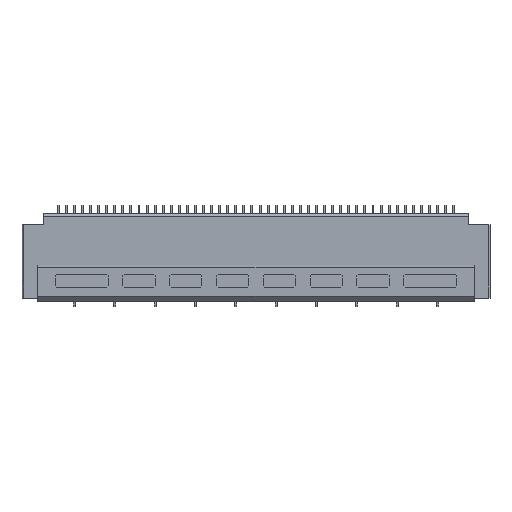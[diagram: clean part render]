
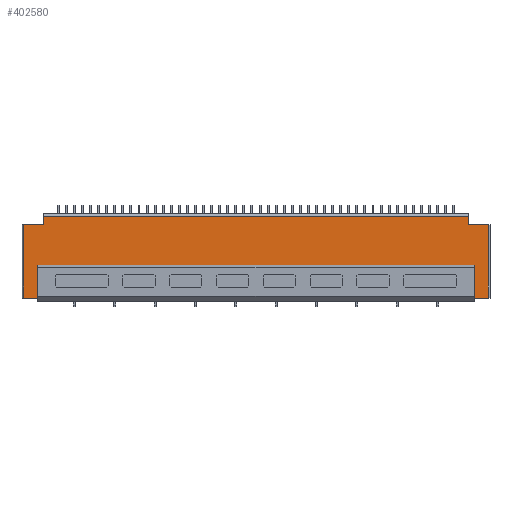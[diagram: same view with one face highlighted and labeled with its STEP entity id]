
A CAD part, top view. The second image highlights one B-rep face of the part: STEP entity #402580.
In plain terms, the highlighted planar face has unit normal (0, 0, 1).
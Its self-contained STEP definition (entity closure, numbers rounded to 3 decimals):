
#259670=CARTESIAN_POINT('',(13.638,42.495,1.97));
#259680=VERTEX_POINT('',#259670);
#259710=CARTESIAN_POINT('',(60.576,42.495,1.97));
#259720=DIRECTION('',(1.,0.,0.));
#259730=VECTOR('',#259720,1.);
#259740=LINE('',#259710,#259730);
#259750=CARTESIAN_POINT('',(14.508,42.495,1.97));
#259760=VERTEX_POINT('',#259750);
#259770=EDGE_CURVE('',#259680,#259760,#259740,.T.);
#260690=CARTESIAN_POINT('',(13.638,47.045,
1.97));
#260700=VERTEX_POINT('',#260690);
#261170=CARTESIAN_POINT('',(14.853,47.045,1.97));
#261180=VERTEX_POINT('',#261170);
#261210=CARTESIAN_POINT('',(60.576,47.045,1.97));
#261220=DIRECTION('',(1.,0.,0.));
#261230=VECTOR('',#261220,1.);
#261240=LINE('',#261210,#261230);
#261250=EDGE_CURVE('',#260700,#261180,#261240,.T.);
#279700=CARTESIAN_POINT('',(41.568,44.54,1.97));
#279710=VERTEX_POINT('',#279700);
#279860=CARTESIAN_POINT('',(14.508,44.54,1.97));
#279870=VERTEX_POINT('',#279860);
#279900=CARTESIAN_POINT('',(56.076,44.54,1.97));
#279910=DIRECTION('',(1.,0.,0.));
#279920=VECTOR('',#279910,1.);
#279930=LINE('',#279900,#279920);
#279940=EDGE_CURVE('',#279870,#279710,#279930,.T.);
#283150=CARTESIAN_POINT('',(14.853,47.545,1.97));
#283160=VERTEX_POINT('',#283150);
#283190=CARTESIAN_POINT('',(14.853,0.,1.97));
#283200=DIRECTION('',(0.,-1.,0.));
#283210=VECTOR('',#283200,1.);
#283220=LINE('',#283190,#283210);
#283230=EDGE_CURVE('',#283160,#261180,#283220,.T.);
#393880=CARTESIAN_POINT('',(13.638,0.,1.97));
#393890=DIRECTION('',(0.,1.,0.));
#393900=VECTOR('',#393890,1.);
#393910=LINE('',#393880,#393900);
#393920=EDGE_CURVE('',#259680,#260700,#393910,.T.);
#394890=CARTESIAN_POINT('',(14.508,0.,1.97));
#394900=DIRECTION('',(0.,1.,-0.));
#394910=VECTOR('',#394900,1.);
#394920=LINE('',#394890,#394910);
#394930=EDGE_CURVE('',#259760,#279870,#394920,.T.);
#396880=CARTESIAN_POINT('',(41.223,47.045,1.97));
#396890=VERTEX_POINT('',#396880);
#397700=CARTESIAN_POINT('',(42.438,47.045,1.97));
#397710=VERTEX_POINT('',#397700);
#397740=CARTESIAN_POINT('',(51.576,47.045,1.97));
#397750=DIRECTION('',(-1.,0.,0.));
#397760=VECTOR('',#397750,1.);
#397770=LINE('',#397740,#397760);
#397780=EDGE_CURVE('',#397710,#396890,#397770,.T.);
#399220=CARTESIAN_POINT('',(51.576,42.495,1.97));
#399230=DIRECTION('',(1.,0.,0.));
#399240=VECTOR('',#399230,1.);
#399250=LINE('',#399220,#399240);
#399260=CARTESIAN_POINT('',(41.568,42.495,1.97));
#399270=VERTEX_POINT('',#399260);
#399280=CARTESIAN_POINT('',(42.438,42.495,1.97));
#399290=VERTEX_POINT('',#399280);
#399300=EDGE_CURVE('',#399270,#399290,#399250,.T.);
#402170=CARTESIAN_POINT('',(51.576,0.,1.97));
#402180=DIRECTION('',(0.,0.,-1.));
#402190=DIRECTION('',(-1.,0.,0.));
#402200=AXIS2_PLACEMENT_3D('',#402170,#402180,#402190);
#402210=PLANE('',#402200);
#402220=CARTESIAN_POINT('',(42.438,0.,1.97));
#402230=DIRECTION('',(0.,1.,0.));
#402240=VECTOR('',#402230,1.);
#402250=LINE('',#402220,#402240);
#402260=EDGE_CURVE('',#399290,#397710,#402250,.T.);
#402270=ORIENTED_EDGE('',*,*,#402260,.T.);
#402280=ORIENTED_EDGE('',*,*,#399300,.T.);
#402290=CARTESIAN_POINT('',(41.568,0.,1.97));
#402300=DIRECTION('',(0.,-1.,0.));
#402310=VECTOR('',#402300,1.);
#402320=LINE('',#402290,#402310);
#402330=EDGE_CURVE('',#279710,#399270,#402320,.T.);
#402340=ORIENTED_EDGE('',*,*,#402330,.T.);
#402350=ORIENTED_EDGE('',*,*,#279940,.T.);
#402360=ORIENTED_EDGE('',*,*,#394930,.T.);
#402370=ORIENTED_EDGE('',*,*,#259770,.T.);
#402380=ORIENTED_EDGE('',*,*,#393920,.F.);
#402390=ORIENTED_EDGE('',*,*,#261250,.F.);
#402400=ORIENTED_EDGE('',*,*,#283230,.T.);
#402410=CARTESIAN_POINT('',(51.576,47.545,1.97));
#402420=DIRECTION('',(1.,0.,0.));
#402430=VECTOR('',#402420,1.);
#402440=LINE('',#402410,#402430);
#402450=CARTESIAN_POINT('',(41.223,47.545,1.97));
#402460=VERTEX_POINT('',#402450);
#402470=EDGE_CURVE('',#283160,#402460,#402440,.T.);
#402480=ORIENTED_EDGE('',*,*,#402470,.F.);
#402490=CARTESIAN_POINT('',(41.223,0.,1.97));
#402500=DIRECTION('',(0.,1.,0.));
#402510=VECTOR('',#402500,1.);
#402520=LINE('',#402490,#402510);
#402530=EDGE_CURVE('',#396890,#402460,#402520,.T.);
#402540=ORIENTED_EDGE('',*,*,#402530,.T.);
#402550=ORIENTED_EDGE('',*,*,#397780,.T.);
#402560=EDGE_LOOP('',(#402550,#402540,#402480,#402400,#402390,#402380,
#402370,#402360,#402350,#402340,#402280,#402270));
#402570=FACE_OUTER_BOUND('',#402560,.T.);
#402580=ADVANCED_FACE('',(#402570),#402210,.F.);
